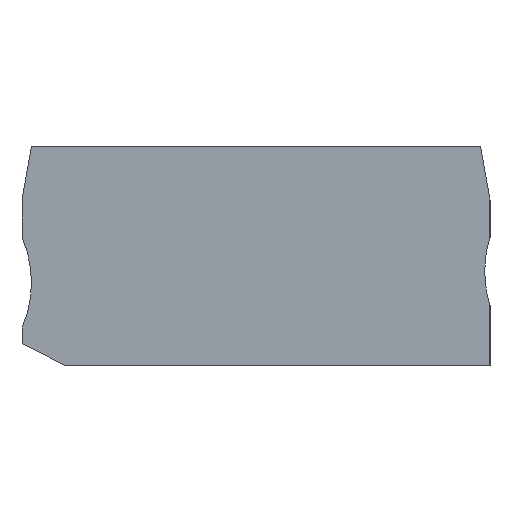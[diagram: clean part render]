
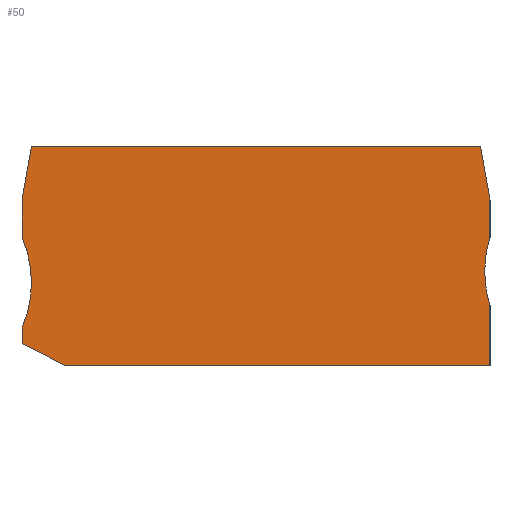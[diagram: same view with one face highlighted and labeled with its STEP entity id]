
A CAD part, left-side view. The second image highlights one B-rep face of the part: STEP entity #50.
In plain terms, the highlighted planar face has unit normal (-1, 0, 0).
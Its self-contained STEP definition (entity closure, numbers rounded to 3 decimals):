
#50=ADVANCED_FACE('',(#103),#104,.F.);
#103=FACE_OUTER_BOUND('',#156,.T.);
#104=PLANE('',#157);
#156=EDGE_LOOP('',(#228,#229,#230,#231,#232,#233,#234,#235,#236,#237,#238,#239,#240));
#157=AXIS2_PLACEMENT_3D('',#241,#242,#243);
#228=ORIENTED_EDGE('',*,*,#351,.T.);
#229=ORIENTED_EDGE('',*,*,#352,.T.);
#230=ORIENTED_EDGE('',*,*,#349,.T.);
#231=ORIENTED_EDGE('',*,*,#333,.T.);
#232=ORIENTED_EDGE('',*,*,#353,.T.);
#233=ORIENTED_EDGE('',*,*,#345,.T.);
#234=ORIENTED_EDGE('',*,*,#354,.F.);
#235=ORIENTED_EDGE('',*,*,#338,.T.);
#236=ORIENTED_EDGE('',*,*,#355,.T.);
#237=ORIENTED_EDGE('',*,*,#356,.T.);
#238=ORIENTED_EDGE('',*,*,#330,.T.);
#239=ORIENTED_EDGE('',*,*,#357,.T.);
#240=ORIENTED_EDGE('',*,*,#358,.F.);
#241=CARTESIAN_POINT('',(0.0,69.641,-2.905));
#242=DIRECTION('',(1.0,0.,0.));
#243=DIRECTION('',(0.,1.0,0.));
#330=EDGE_CURVE('',#383,#387,#389,.T.);
#333=EDGE_CURVE('',#394,#391,#395,.T.);
#338=EDGE_CURVE('',#403,#401,#404,.T.);
#345=EDGE_CURVE('',#409,#414,#416,.T.);
#349=EDGE_CURVE('',#418,#394,#422,.T.);
#351=EDGE_CURVE('',#424,#425,#426,.T.);
#352=EDGE_CURVE('',#425,#418,#427,.T.);
#353=EDGE_CURVE('',#391,#409,#428,.T.);
#354=EDGE_CURVE('',#403,#414,#429,.T.);
#355=EDGE_CURVE('',#401,#430,#431,.T.);
#356=EDGE_CURVE('',#430,#383,#432,.T.);
#357=EDGE_CURVE('',#387,#433,#434,.T.);
#358=EDGE_CURVE('',#424,#433,#435,.T.);
#383=VERTEX_POINT('',#464);
#387=VERTEX_POINT('',#469);
#389=CIRCLE('',#472,15.0);
#391=VERTEX_POINT('',#474);
#394=VERTEX_POINT('',#478);
#395=CIRCLE('',#479,15.0);
#401=VERTEX_POINT('',#486);
#403=VERTEX_POINT('',#489);
#404=LINE('',#490,#491);
#409=VERTEX_POINT('',#498);
#414=VERTEX_POINT('',#505);
#416=LINE('',#508,#509);
#418=VERTEX_POINT('',#511);
#422=LINE('',#517,#518);
#424=VERTEX_POINT('',#520);
#425=VERTEX_POINT('',#521);
#426=LINE('',#522,#523);
#427=LINE('',#524,#525);
#428=CIRCLE('',#526,15.0);
#429=LINE('',#527,#528);
#430=VERTEX_POINT('',#529);
#431=LINE('',#530,#531);
#432=CIRCLE('',#532,15.0);
#433=VERTEX_POINT('',#533);
#434=LINE('',#534,#535);
#435=LINE('',#536,#537);
#464=CARTESIAN_POINT('',(0.,0.691,12.5));
#469=CARTESIAN_POINT('',(0.,0.,17.));
#472=AXIS2_PLACEMENT_3D('',#579,#580,#581);
#474=CARTESIAN_POINT('',(0.,60.648,11.));
#478=CARTESIAN_POINT('',(0.0,61.9,17.));
#479=AXIS2_PLACEMENT_3D('',#583,#584,#585);
#486=CARTESIAN_POINT('',(0.,0.,0.));
#489=CARTESIAN_POINT('',(0.0,56.118,0.));
#490=CARTESIAN_POINT('',(0.,33.714,0.));
#491=VECTOR('',#591,1.0);
#498=CARTESIAN_POINT('',(0.0,61.9,5.));
#505=CARTESIAN_POINT('',(0.0,61.9,2.953));
#508=CARTESIAN_POINT('',(0.,61.9,26.07));
#509=VECTOR('',#597,1.0);
#511=CARTESIAN_POINT('',(0.,61.9,21.965));
#517=CARTESIAN_POINT('',(0.,61.9,26.07));
#518=VECTOR('',#600,1.0);
#520=CARTESIAN_POINT('',(0.,1.256,29.05));
#521=CARTESIAN_POINT('',(0.,60.651,29.05));
#522=CARTESIAN_POINT('',(0.0,33.714,29.05));
#523=VECTOR('',#601,1.0);
#524=CARTESIAN_POINT('',(0.,61.176,26.07));
#525=VECTOR('',#602,1.0);
#526=AXIS2_PLACEMENT_3D('',#603,#604,#605);
#527=CARTESIAN_POINT('',(0.,33.714,-11.445));
#528=VECTOR('',#606,1.0);
#529=CARTESIAN_POINT('',(0.,0.,8.));
#530=CARTESIAN_POINT('',(0.,0.,26.07));
#531=VECTOR('',#607,1.0);
#532=AXIS2_PLACEMENT_3D('',#608,#609,#610);
#533=CARTESIAN_POINT('',(0.,0.,21.929));
#534=CARTESIAN_POINT('',(0.,0.,26.07));
#535=VECTOR('',#611,1.0);
#536=CARTESIAN_POINT('',(0.,0.73,26.07));
#537=VECTOR('',#612,1.0);
#579=CARTESIAN_POINT('',(0.,-14.309,12.5));
#580=DIRECTION('',(1.0,0.,0.));
#581=DIRECTION('',(0.,1.0,0.));
#583=CARTESIAN_POINT('',(0.,75.648,11.));
#584=DIRECTION('',(1.0,0.,0.));
#585=DIRECTION('',(0.,1.0,0.));
#591=DIRECTION('',(0.,-1.0,0.));
#597=DIRECTION('',(0.,0.,-1.0));
#600=DIRECTION('',(0.,0.,-1.0));
#601=DIRECTION('',(0.,1.0,0.));
#602=DIRECTION('',(0.,0.174,-0.985));
#603=CARTESIAN_POINT('',(0.,75.648,11.));
#604=DIRECTION('',(1.0,0.,0.));
#605=DIRECTION('',(0.,1.0,0.));
#606=DIRECTION('',(0.,0.891,0.455));
#607=DIRECTION('',(0.,0.,1.0));
#608=CARTESIAN_POINT('',(0.,-14.309,12.5));
#609=DIRECTION('',(1.0,0.,0.));
#610=DIRECTION('',(0.,1.0,0.));
#611=DIRECTION('',(0.,0.,1.0));
#612=DIRECTION('',(0.,-0.174,-0.985));
